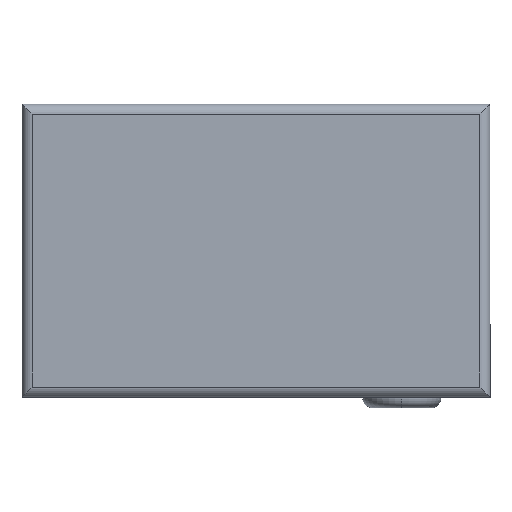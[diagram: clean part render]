
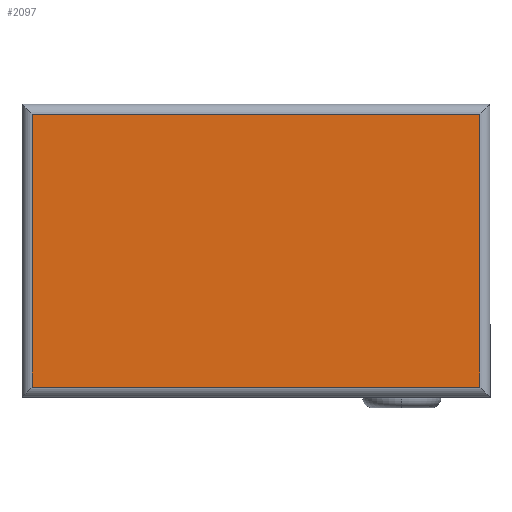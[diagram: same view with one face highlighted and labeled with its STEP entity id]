
A CAD part, top view. The second image highlights one B-rep face of the part: STEP entity #2097.
In plain terms, the highlighted planar face has unit normal (0, 0, 1).
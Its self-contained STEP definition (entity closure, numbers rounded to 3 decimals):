
#1908=CARTESIAN_POINT('',(22.11,-13.475,13.46));
#1909=VERTEX_POINT('',#1908);
#1910=CARTESIAN_POINT('',(-22.11,-13.475,13.46));
#1911=VERTEX_POINT('',#1910);
#1912=CARTESIAN_POINT('',(22.11,-13.475,13.46));
#1913=DIRECTION('',(-1.0,0.0,0.0));
#1914=VECTOR('',#1913,44.22);
#1915=LINE('',#1912,#1914);
#1916=EDGE_CURVE('',#1909,#1911,#1915,.T.);
#1950=CARTESIAN_POINT('',(-22.11,13.475,13.46));
#1951=VERTEX_POINT('',#1950);
#1952=CARTESIAN_POINT('',(-22.11,-13.475,13.46));
#1953=DIRECTION('',(0.0,1.0,0.0));
#1954=VECTOR('',#1953,26.95);
#1955=LINE('',#1952,#1954);
#1956=EDGE_CURVE('',#1911,#1951,#1955,.T.);
#1982=CARTESIAN_POINT('',(22.11,13.475,13.46));
#1983=VERTEX_POINT('',#1982);
#1984=CARTESIAN_POINT('',(-22.11,13.475,13.46));
#1985=DIRECTION('',(1.0,0.0,0.0));
#1986=VECTOR('',#1985,44.22);
#1987=LINE('',#1984,#1986);
#1988=EDGE_CURVE('',#1951,#1983,#1987,.T.);
#2014=CARTESIAN_POINT('',(22.11,13.475,13.46));
#2015=DIRECTION('',(0.0,-1.0,0.0));
#2016=VECTOR('',#2015,26.95);
#2017=LINE('',#2014,#2016);
#2018=EDGE_CURVE('',#1983,#1909,#2017,.T.);
#2086=CARTESIAN_POINT('',(0.0,0.,13.46));
#2087=DIRECTION('',(0.0,0.0,1.0));
#2088=DIRECTION('',(1.0,0.0,0.0));
#2089=AXIS2_PLACEMENT_3D('',#2086,#2087,#2088);
#2090=PLANE('',#2089);
#2091=ORIENTED_EDGE('',*,*,#1916,.F.);
#2092=ORIENTED_EDGE('',*,*,#2018,.F.);
#2093=ORIENTED_EDGE('',*,*,#1988,.F.);
#2094=ORIENTED_EDGE('',*,*,#1956,.F.);
#2095=EDGE_LOOP('',(#2091,#2092,#2093,#2094));
#2096=FACE_OUTER_BOUND('',#2095,.T.);
#2097=ADVANCED_FACE('',(#2096),#2090,.T.);
